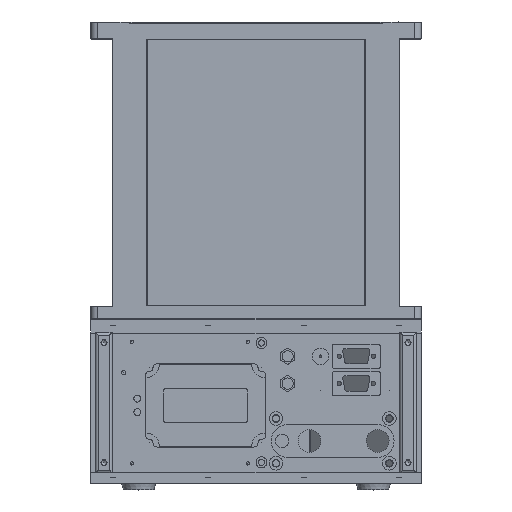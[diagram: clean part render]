
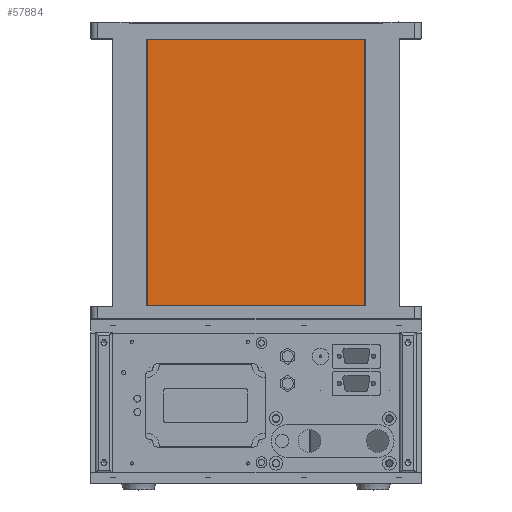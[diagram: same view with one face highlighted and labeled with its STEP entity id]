
A CAD part, left-side view. The second image highlights one B-rep face of the part: STEP entity #57884.
In plain terms, the highlighted planar face has unit normal (-1, 0, 0).
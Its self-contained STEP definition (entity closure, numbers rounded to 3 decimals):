
#7470=ORIENTED_EDGE('',*,*,#22499,.F.);
#7471=ORIENTED_EDGE('',*,*,#22495,.T.);
#7472=ORIENTED_EDGE('',*,*,#22500,.T.);
#7473=ORIENTED_EDGE('',*,*,#22486,.T.);
#13314=VECTOR('',#35152,1.);
#13323=VECTOR('',#35165,1.);
#13327=VECTOR('',#35175,1.);
#13328=VECTOR('',#35178,1.);
#15940=LINE('',#46659,#13314);
#15949=LINE('',#46676,#13323);
#15953=LINE('',#46683,#13327);
#15954=LINE('',#46685,#13328);
#18637=VERTEX_POINT('',#46656);
#18638=VERTEX_POINT('',#46658);
#18643=VERTEX_POINT('',#46673);
#18644=VERTEX_POINT('',#46675);
#22486=EDGE_CURVE('',#18638,#18637,#15940,.T.);
#22495=EDGE_CURVE('',#18644,#18643,#15949,.T.);
#22499=EDGE_CURVE('',#18644,#18637,#15953,.T.);
#22500=EDGE_CURVE('',#18643,#18638,#15954,.T.);
#25857=EDGE_LOOP('',(#7470,#7471,#7472,#7473));
#28737=FACE_BOUND('',#25857,.T.);
#35152=DIRECTION('',(0.,159.6,0.));
#35165=DIRECTION('',(0.,-159.6,0.));
#35175=DIRECTION('',(0.,0.,195.));
#35176=DIRECTION('',(-1.,0.,0.));
#35177=DIRECTION('',(0.,1.,0.));
#35178=DIRECTION('',(0.,0.,195.));
#46656=CARTESIAN_POINT('',(-6.,200.8,205.));
#46658=CARTESIAN_POINT('',(-6.,41.2,205.));
#46659=CARTESIAN_POINT('',(-6.,41.2,205.));
#46673=CARTESIAN_POINT('',(-6.,41.2,10.));
#46675=CARTESIAN_POINT('',(-6.,200.8,10.));
#46676=CARTESIAN_POINT('',(-6.,200.8,10.));
#46683=CARTESIAN_POINT('',(-6.,200.8,10.));
#46684=CARTESIAN_POINT('',(-6.,41.2,9.7));
#46685=CARTESIAN_POINT('',(-6.,41.2,10.));
#53766=AXIS2_PLACEMENT_3D('',#46684,#35176,#35177);
#56494=PLANE('',#53766);
#57884=ADVANCED_FACE('',(#28737),#56494,.T.);
